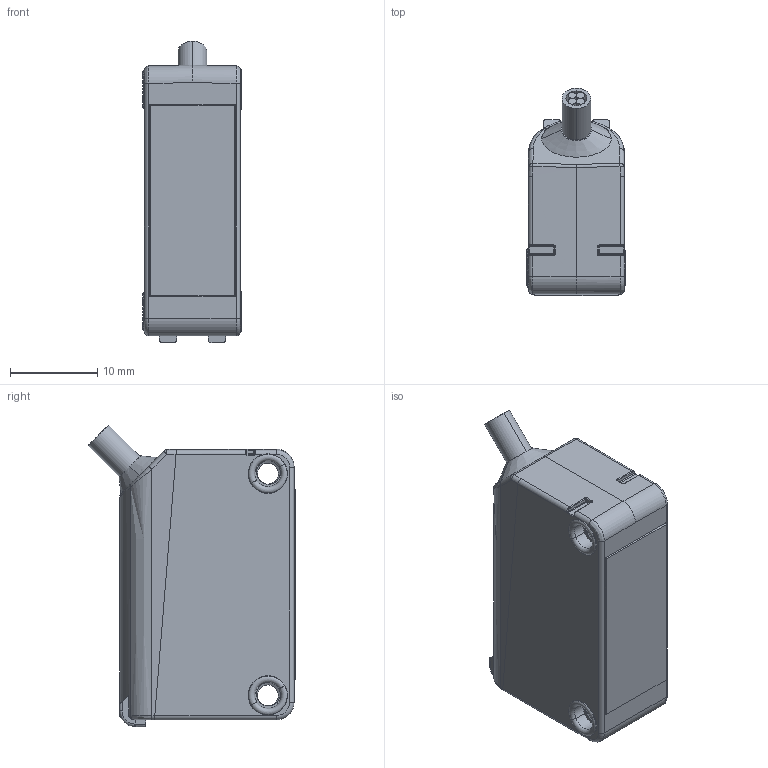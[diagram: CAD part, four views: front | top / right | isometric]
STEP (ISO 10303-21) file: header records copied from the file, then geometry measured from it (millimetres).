
FILE_DESCRIPTION((''),'2;1');
FILE_NAME('DBCAD6638_ML100-55-80','2019-04-11T13:28:15',('cmozuch'),(''),'CREO PARAMETRIC BY PTC INC, 2018420','CREO PARAMETRIC BY PTC INC, 2018420','');
FILE_SCHEMA(('CONFIG_CONTROL_DESIGN','SHAPE_APPEARANCE_LAYERS_GROUPS'));
Products named in the file (1): DBCAD6638_ML100-55-80
Bounding box: 11.3 x 23.75 x 34.55 mm (x, y, z)
Volume: 2743.1 mm3; surface area: 4918.5 mm2
Topology: 2 solids, 2 shells, 705 faces, 1846 edges, 1146 vertices
Faces by surface type: plane 308, cylinder 228, bspline 78, torus 40, extrusion 19, cone 18, sphere 14
Entity records: 49553 total; most frequent: CARTESIAN_POINT 27110, ORIENTED_EDGE 3692, DIRECTION 2846, EDGE_CURVE 1846, VERTEX_POINT 1146, VECTOR 1010, LINE 991, FILL_AREA_STYLE_COLOUR 943
